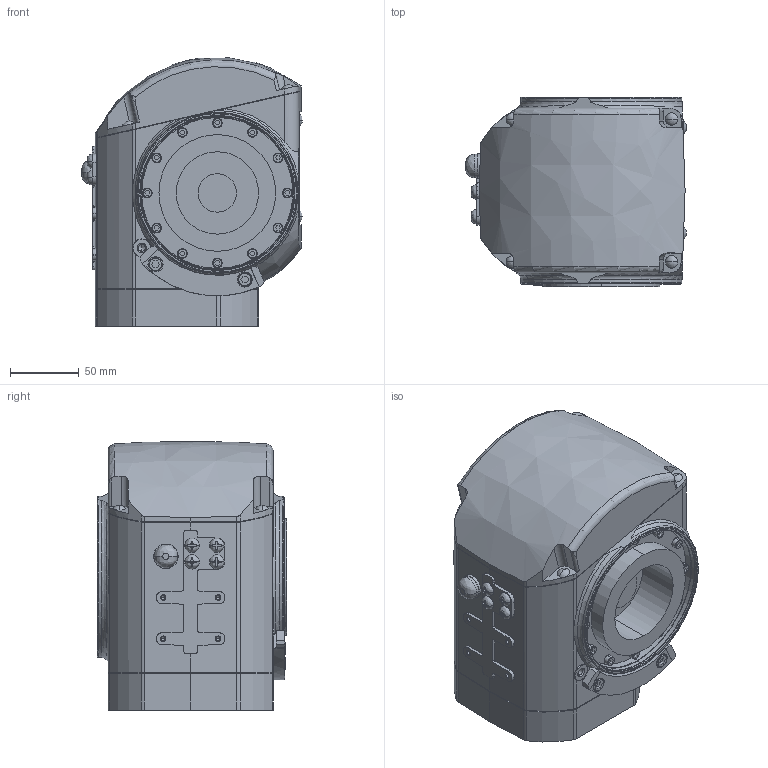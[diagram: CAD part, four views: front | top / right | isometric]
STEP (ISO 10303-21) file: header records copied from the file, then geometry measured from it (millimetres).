
FILE_DESCRIPTION((''),'2;1');
FILE_NAME('_C8-AXXXXX-S_ARM_3','2019-08-25T14:25:50',('arco0'),(''),'CREO PARAMETRIC BY PTC INC, 2018420','CREO PARAMETRIC BY PTC INC, 2018420','');
FILE_SCHEMA(('AUTOMOTIVE_DESIGN { 1 0 10303 214 1 1 1 1 }'));
Length unit declared in the file: millimetre
Products named in the file (1): _C8-AXXXXX-S_ARM_3
Bounding box: 160.9 x 138 x 195.38 mm (x, y, z)
Volume: 2676624.6 mm3; surface area: 200042 mm2
Topology: 1 solids, 1 shells, 730 faces, 1904 edges, 1226 vertices
Faces by surface type: plane 402, cylinder 205, cone 78, bspline 16, sphere 16, torus 13
Entity records: 28374 total; most frequent: CARTESIAN_POINT 5300, ORIENTED_EDGE 3756, DIRECTION 3669, EDGE_CURVE 1878, AXIS2_PLACEMENT_3D 1273, VERTEX_POINT 1226, VECTOR 1123, LINE 1123
